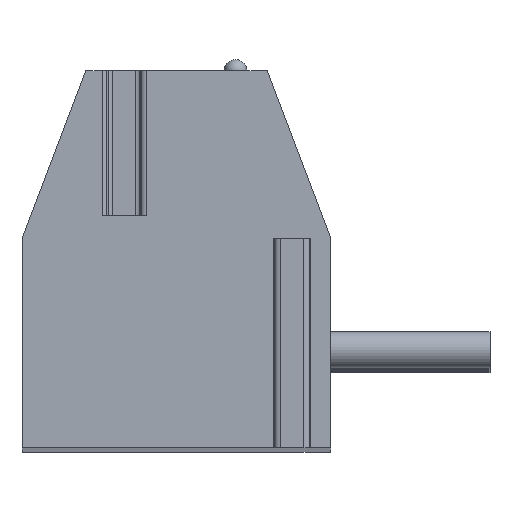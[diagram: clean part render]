
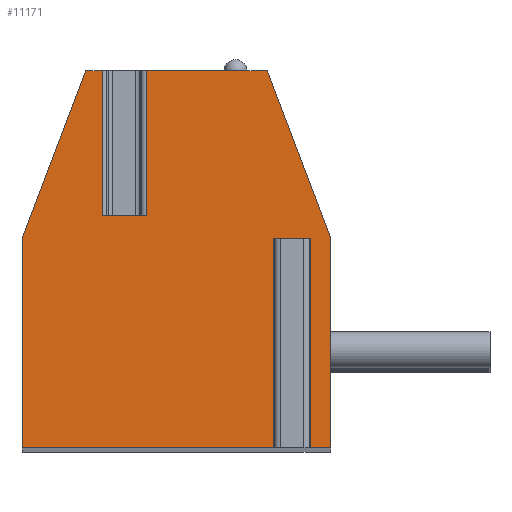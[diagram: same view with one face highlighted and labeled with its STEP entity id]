
A CAD part, top view. The second image highlights one B-rep face of the part: STEP entity #11171.
In plain terms, the highlighted planar face has unit normal (0, 0, 1).
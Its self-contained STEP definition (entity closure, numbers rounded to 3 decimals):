
#14=DIRECTION('',(0.,1.,0.));
#15=VECTOR('',#14,3.2);
#16=CARTESIAN_POINT('',(-1.636,1.,59.055));
#17=LINE('',#16,#15);
#18=DIRECTION('',(1.,0.,0.));
#19=VECTOR('',#18,0.972);
#20=CARTESIAN_POINT('',(-1.636,1.,59.055));
#21=LINE('',#20,#19);
#22=DIRECTION('',(0.,1.,0.));
#23=VECTOR('',#22,3.2);
#24=CARTESIAN_POINT('',(-0.664,1.,59.055));
#25=LINE('',#24,#23);
#26=DIRECTION('',(-1.,0.,0.));
#27=VECTOR('',#26,2.659);
#28=CARTESIAN_POINT('',(1.995,4.2,59.055));
#29=LINE('',#28,#27);
#30=DIRECTION('',(-0.355,0.935,0.));
#31=VECTOR('',#30,3.958);
#32=CARTESIAN_POINT('',(3.4,0.5,59.055));
#33=LINE('',#32,#31);
#34=DIRECTION('',(0.,1.,0.));
#35=VECTOR('',#34,4.6);
#36=CARTESIAN_POINT('',(3.4,-4.1,59.055));
#37=LINE('',#36,#35);
#38=DIRECTION('',(1.,0.,0.));
#39=VECTOR('',#38,0.625);
#40=CARTESIAN_POINT('',(2.775,-4.1,59.055));
#41=LINE('',#40,#39);
#42=DIRECTION('',(0.,1.,0.));
#43=VECTOR('',#42,4.6);
#44=CARTESIAN_POINT('',(2.775,-4.1,59.055));
#45=LINE('',#44,#43);
#46=DIRECTION('',(-1.,0.,0.));
#47=VECTOR('',#46,0.45);
#48=CARTESIAN_POINT('',(2.775,0.5,59.055));
#49=LINE('',#48,#47);
#50=DIRECTION('',(0.,1.,0.));
#51=VECTOR('',#50,4.6);
#52=CARTESIAN_POINT('',(2.325,-4.1,59.055));
#53=LINE('',#52,#51);
#54=DIRECTION('',(1.,0.,0.));
#55=VECTOR('',#54,5.725);
#56=CARTESIAN_POINT('',(-3.4,-4.1,59.055));
#57=LINE('',#56,#55);
#58=DIRECTION('',(0.,-1.,0.));
#59=VECTOR('',#58,4.6);
#60=CARTESIAN_POINT('',(-3.4,0.5,59.055));
#61=LINE('',#60,#59);
#62=DIRECTION('',(-0.355,-0.935,0.));
#63=VECTOR('',#62,3.958);
#64=CARTESIAN_POINT('',(-1.995,4.2,59.055));
#65=LINE('',#64,#63);
#66=DIRECTION('',(-1.,0.,0.));
#67=VECTOR('',#66,0.359);
#68=CARTESIAN_POINT('',(-1.636,4.2,59.055));
#69=LINE('',#68,#67);
#8774=CARTESIAN_POINT('',(-1.995,4.2,59.055));
#8775=CARTESIAN_POINT('',(-3.4,0.5,59.055));
#8776=VERTEX_POINT('',#8774);
#8777=VERTEX_POINT('',#8775);
#8778=CARTESIAN_POINT('',(-3.4,-4.1,59.055));
#8779=VERTEX_POINT('',#8778);
#8780=CARTESIAN_POINT('',(3.4,-4.1,59.055));
#8781=CARTESIAN_POINT('',(3.4,0.5,59.055));
#8782=VERTEX_POINT('',#8780);
#8783=VERTEX_POINT('',#8781);
#8784=CARTESIAN_POINT('',(1.995,4.2,59.055));
#8785=VERTEX_POINT('',#8784);
#8822=CARTESIAN_POINT('',(2.775,0.5,59.055));
#8823=CARTESIAN_POINT('',(2.325,0.5,59.055));
#8824=VERTEX_POINT('',#8822);
#8825=VERTEX_POINT('',#8823);
#8826=CARTESIAN_POINT('',(2.325,-4.1,59.055));
#8827=VERTEX_POINT('',#8826);
#8828=CARTESIAN_POINT('',(2.775,-4.1,59.055));
#8829=VERTEX_POINT('',#8828);
#8890=CARTESIAN_POINT('',(-1.636,1.,59.055));
#8891=CARTESIAN_POINT('',(-1.636,4.2,59.055));
#8892=VERTEX_POINT('',#8890);
#8893=VERTEX_POINT('',#8891);
#8894=CARTESIAN_POINT('',(-0.664,1.,59.055));
#8895=CARTESIAN_POINT('',(-0.664,4.2,59.055));
#8896=VERTEX_POINT('',#8894);
#8897=VERTEX_POINT('',#8895);
#11136=CARTESIAN_POINT('',(0.,0.,59.055));
#11137=DIRECTION('',(0.,0.,1.));
#11138=DIRECTION('',(1.,0.,0.));
#11139=AXIS2_PLACEMENT_3D('',#11136,#11137,#11138);
#11140=PLANE('',#11139);
#11142=ORIENTED_EDGE('',*,*,#11141,.F.);
#11144=ORIENTED_EDGE('',*,*,#11143,.T.);
#11146=ORIENTED_EDGE('',*,*,#11145,.T.);
#11148=ORIENTED_EDGE('',*,*,#11147,.F.);
#11150=ORIENTED_EDGE('',*,*,#11149,.F.);
#11152=ORIENTED_EDGE('',*,*,#11151,.F.);
#11154=ORIENTED_EDGE('',*,*,#11153,.F.);
#11156=ORIENTED_EDGE('',*,*,#11155,.T.);
#11158=ORIENTED_EDGE('',*,*,#11157,.T.);
#11160=ORIENTED_EDGE('',*,*,#11159,.F.);
#11162=ORIENTED_EDGE('',*,*,#11161,.F.);
#11164=ORIENTED_EDGE('',*,*,#11163,.F.);
#11166=ORIENTED_EDGE('',*,*,#11165,.F.);
#11168=ORIENTED_EDGE('',*,*,#11167,.F.);
#11169=EDGE_LOOP('',(#11142,#11144,#11146,#11148,#11150,#11152,#11154,#11156,
#11158,#11160,#11162,#11164,#11166,#11168));
#11170=FACE_OUTER_BOUND('',#11169,.F.);
#11141=EDGE_CURVE('',#8892,#8893,#17,.T.);
#11143=EDGE_CURVE('',#8892,#8896,#21,.T.);
#11145=EDGE_CURVE('',#8896,#8897,#25,.T.);
#11147=EDGE_CURVE('',#8785,#8897,#29,.T.);
#11149=EDGE_CURVE('',#8783,#8785,#33,.T.);
#11151=EDGE_CURVE('',#8782,#8783,#37,.T.);
#11153=EDGE_CURVE('',#8829,#8782,#41,.T.);
#11155=EDGE_CURVE('',#8829,#8824,#45,.T.);
#11157=EDGE_CURVE('',#8824,#8825,#49,.T.);
#11159=EDGE_CURVE('',#8827,#8825,#53,.T.);
#11161=EDGE_CURVE('',#8779,#8827,#57,.T.);
#11163=EDGE_CURVE('',#8777,#8779,#61,.T.);
#11165=EDGE_CURVE('',#8776,#8777,#65,.T.);
#11167=EDGE_CURVE('',#8893,#8776,#69,.T.);
#11171=ADVANCED_FACE('',(#11170),#11140,.T.);
